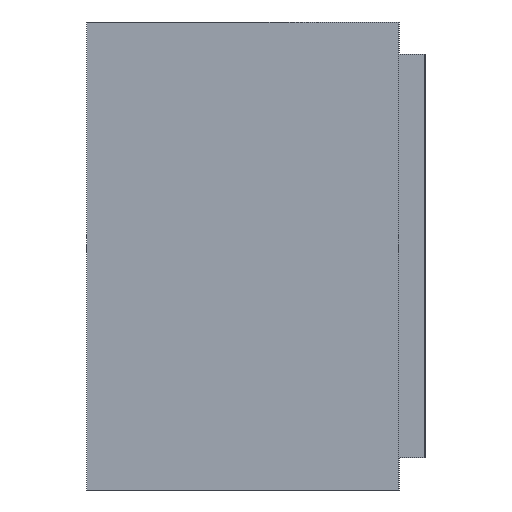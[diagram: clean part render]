
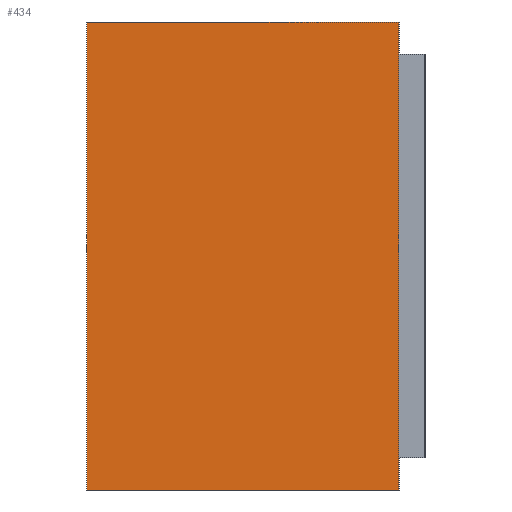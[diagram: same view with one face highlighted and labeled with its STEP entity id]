
A CAD part, left-side view. The second image highlights one B-rep face of the part: STEP entity #434.
In plain terms, the highlighted planar face has unit normal (-1, 0, 0).
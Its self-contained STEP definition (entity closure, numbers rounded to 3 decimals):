
#1 = ORIENTED_EDGE ( 'NONE', *, *, #385, .T. ) ;
#2 = ORIENTED_EDGE ( 'NONE', *, *, #427, .F. ) ;
#3 = ORIENTED_EDGE ( 'NONE', *, *, #423, .F. ) ;
#4 = ORIENTED_EDGE ( 'NONE', *, *, #416, .T. ) ;
#74 = CARTESIAN_POINT ( 'NONE',  ( -5.9, 0.2, 1.8 ) ) ;
#78 = CARTESIAN_POINT ( 'NONE',  ( -5.9, 2.6, -1.8 ) ) ;
#79 = CARTESIAN_POINT ( 'NONE',  ( -5.9, 2.6, 1.8 ) ) ;
#113 = EDGE_LOOP ( 'NONE', ( #4, #2, #3, #1 ) ) ;
#146 = VECTOR ( 'NONE', #312, 1000. ) ;
#162 = FACE_OUTER_BOUND ( 'NONE', #113, .T. ) ;
#163 = AXIS2_PLACEMENT_3D ( 'NONE', #367, #368, #369 ) ;
#211 = LINE ( 'NONE', #212, #450 ) ;
#212 = CARTESIAN_POINT ( 'NONE',  ( -5.9, 2.6, -1.8 ) ) ;
#213 = DIRECTION ( 'NONE',  ( 0., -1., 0. ) ) ;
#310 = LINE ( 'NONE', #311, #146 ) ;
#311 = CARTESIAN_POINT ( 'NONE',  ( -5.9, 0.2, -1.8 ) ) ;
#312 = DIRECTION ( 'NONE',  ( 0., 0., 1. ) ) ;
#333 = LINE ( 'NONE', #334, #469 ) ;
#334 = CARTESIAN_POINT ( 'NONE',  ( -5.9, 2.6, -1.8 ) ) ;
#335 = DIRECTION ( 'NONE',  ( 0., 0., 1. ) ) ;
#339 = LINE ( 'NONE', #340, #467 ) ;
#340 = CARTESIAN_POINT ( 'NONE',  ( -5.9, 2.6, 1.8 ) ) ;
#341 = DIRECTION ( 'NONE',  ( 0., -1., 0. ) ) ;
#366 = PLANE ( 'NONE',  #163 ) ;
#367 = CARTESIAN_POINT ( 'NONE',  ( -5.9, 2.6, -1.8 ) ) ;
#368 = DIRECTION ( 'NONE',  ( 1., 0., 0. ) ) ;
#369 = DIRECTION ( 'NONE',  ( 0., 0., -1. ) ) ;
#373 = CARTESIAN_POINT ( 'NONE',  ( -5.9, 0.2, -1.8 ) ) ;
#385 = EDGE_CURVE ( 'NONE', #481, #483, #211, .T. ) ;
#416 = EDGE_CURVE ( 'NONE', #483, #477, #310, .T. ) ;
#423 = EDGE_CURVE ( 'NONE', #481, #482, #333, .T. ) ;
#427 = EDGE_CURVE ( 'NONE', #482, #477, #339, .T. ) ;
#434 = ADVANCED_FACE ( 'NONE', ( #162 ), #366, .F. ) ;
#450 = VECTOR ( 'NONE', #213, 1000. ) ;
#467 = VECTOR ( 'NONE', #341, 1000. ) ;
#469 = VECTOR ( 'NONE', #335, 1000. ) ;
#477 = VERTEX_POINT ( 'NONE', #74 ) ;
#481 = VERTEX_POINT ( 'NONE', #78 ) ;
#482 = VERTEX_POINT ( 'NONE', #79 ) ;
#483 = VERTEX_POINT ( 'NONE', #373 ) ;
